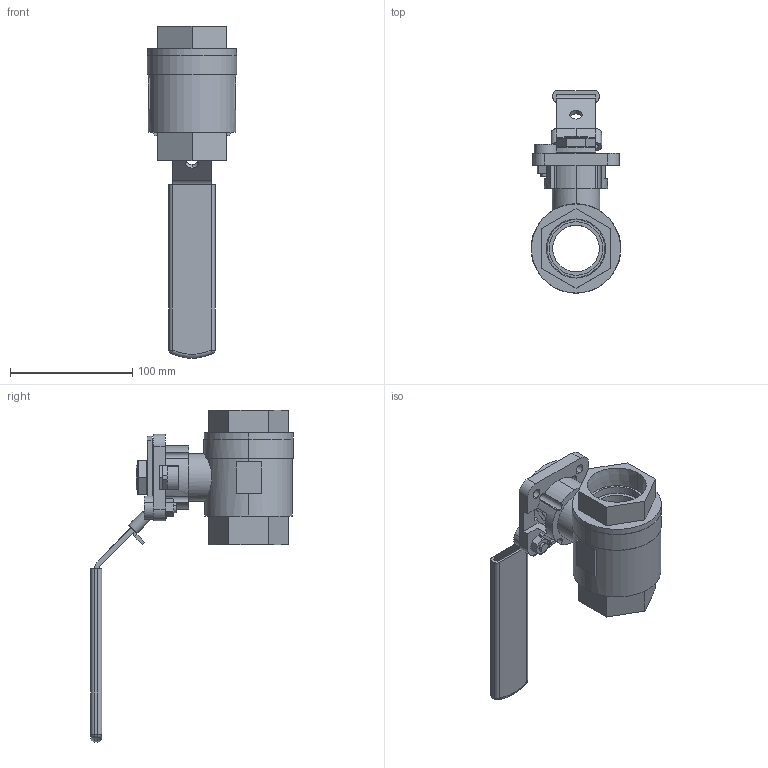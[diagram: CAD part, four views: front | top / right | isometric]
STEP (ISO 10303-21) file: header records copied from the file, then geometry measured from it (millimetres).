
FILE_DESCRIPTION (( 'STEP AP214' ), '1' );
FILE_NAME ('22-TH-0150-XXX.STEP', '2019-08-02T13:29:55', ( '' ), ( '' ), 'SwSTEP 2.0', 'SolidWorks 2019', '' );
FILE_SCHEMA (( 'AUTOMOTIVE_DESIGN' ));
Length unit declared in the file: inch
Products named in the file (9): 22578; hex nut style 1_am_B18.2.4.1M - Hex nut, Style 1,  M8 x 1.25 --D-N; 22583; 22-TH-0150-XXX; 22579; 22581; 22582; 22589; 22580
Assembly tree (9 placements, depth 2):
  22-TH-0150-XXX
    22578
    22579
    22583
    22582  x2
    22581
    22580
    22589
    hex nut style 1_am_B18.2.4.1M - Hex nut, Style 1,  M8 x 1.25 --D-N
Bounding box: 73.03 x 165.54 x 271.16 mm (x, y, z)
Volume: 381046.6 mm3; surface area: 106861.1 mm2
Topology: 9 solids, 9 shells, 288 faces, 713 edges, 444 vertices
Faces by surface type: plane 177, cylinder 85, cone 20, sphere 4, torus 2
Entity records: 8881 total; most frequent: CARTESIAN_POINT 1711, DIRECTION 1405, ORIENTED_EDGE 1322, EDGE_CURVE 661, AXIS2_PLACEMENT_3D 496, VERTEX_POINT 416, LINE 413, VECTOR 413
